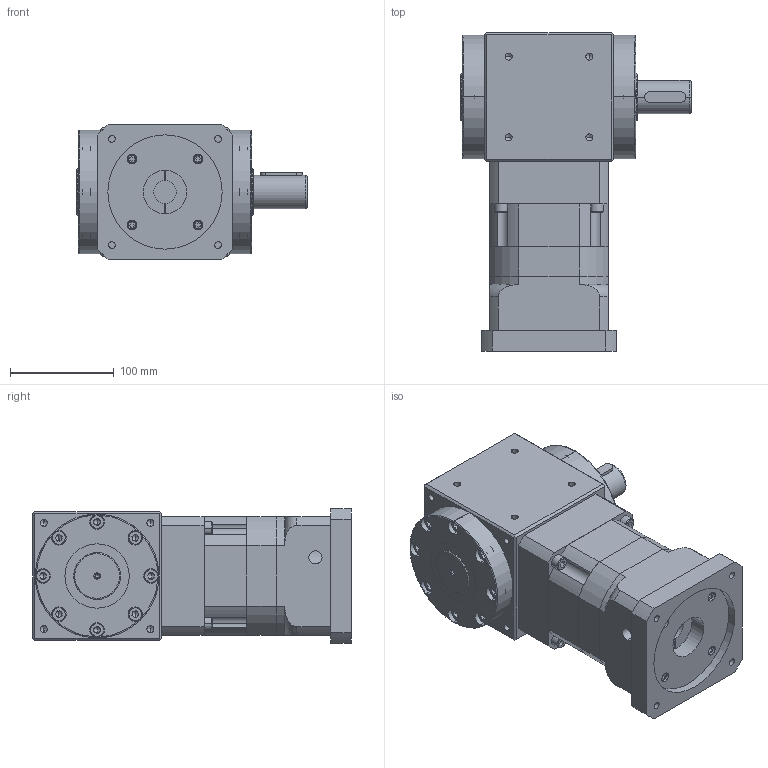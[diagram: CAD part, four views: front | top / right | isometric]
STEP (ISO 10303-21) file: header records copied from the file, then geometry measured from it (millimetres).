
FILE_DESCRIPTION (( 'STEP AP214' ), '1' );
FILE_NAME ('RAM120-L2-XX-S-22-110-145-M8_2019.STEP', '2019-04-09T09:57:52', ( 'Y' ), ( 'NCU' ), 'SwSTEP 2.0', 'SolidWorks 2016', '' );
FILE_SCHEMA (( 'AUTOMOTIVE_DESIGN' ));
Length unit declared in the file: millimetre
Products named in the file (1): RAM120-L2-XX-S-22-110-145-M8_2019
Bounding box: 222 x 306.8 x 130 mm (x, y, z)
Volume: 4542149.2 mm3; surface area: 380358 mm2
Topology: 6 solids, 27 shells, 883 faces, 2083 edges, 1273 vertices
Faces by surface type: plane 418, cylinder 305, cone 114, torus 46
Entity records: 29367 total; most frequent: CARTESIAN_POINT 7086, DIRECTION 4569, ORIENTED_EDGE 3994, EDGE_CURVE 1997, AXIS2_PLACEMENT_3D 1756, VERTEX_POINT 1273, LINE 1057, VECTOR 1057
